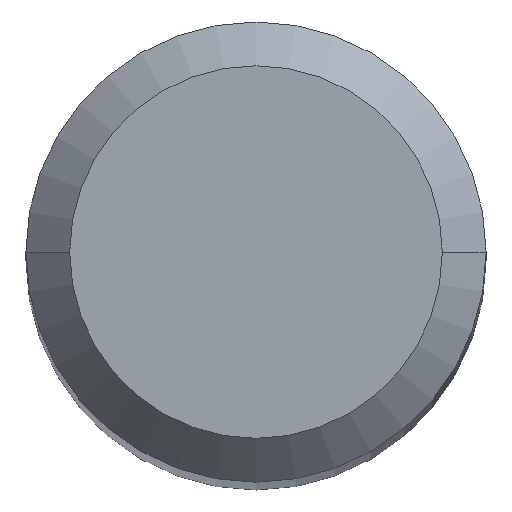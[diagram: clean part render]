
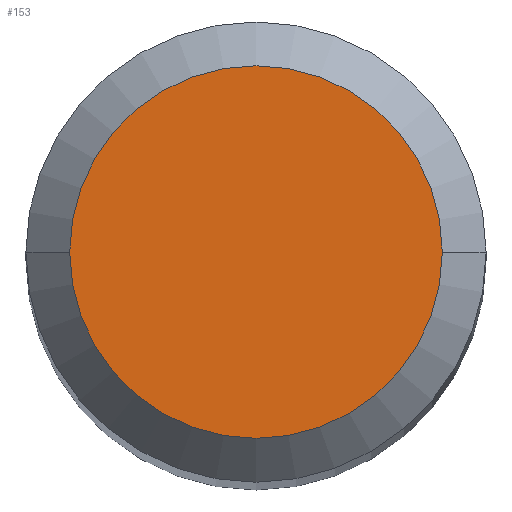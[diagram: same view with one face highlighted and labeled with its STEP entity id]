
A CAD part, top view. The second image highlights one B-rep face of the part: STEP entity #153.
In plain terms, the highlighted planar face has unit normal (0, 0, 1).
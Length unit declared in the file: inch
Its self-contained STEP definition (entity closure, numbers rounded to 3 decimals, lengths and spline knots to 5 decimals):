
#5 = FACE_OUTER_BOUND ( 'NONE', #183, .T. ) ;
#7 = CARTESIAN_POINT ( 'NONE',  ( 0., 0., 1.9685 ) ) ;
#17 = AXIS2_PLACEMENT_3D ( 'NONE', #7, #237, #140 ) ;
#22 = ORIENTED_EDGE ( 'NONE', *, *, #247, .T. ) ;
#41 = AXIS2_PLACEMENT_3D ( 'NONE', #184, #284, #270 ) ;
#53 = CARTESIAN_POINT ( 'NONE',  ( -0.06374, 0., 1.9685 ) ) ;
#68 = ORIENTED_EDGE ( 'NONE', *, *, #180, .T. ) ;
#94 = PLANE ( 'NONE',  #41 ) ;
#140 = DIRECTION ( 'NONE',  ( 1., 0., 0. ) ) ;
#146 = CARTESIAN_POINT ( 'NONE',  ( 0., 0., 1.9685 ) ) ;
#148 = CIRCLE ( 'NONE', #174, 0.06374 ) ;
#153 = ADVANCED_FACE ( 'NONE', ( #5 ), #94, .T. ) ;
#158 = VERTEX_POINT ( 'NONE', #265 ) ;
#174 = AXIS2_PLACEMENT_3D ( 'NONE', #146, #282, #209 ) ;
#178 = VERTEX_POINT ( 'NONE', #53 ) ;
#180 = EDGE_CURVE ( 'NONE', #158, #178, #148, .T. ) ;
#183 = EDGE_LOOP ( 'NONE', ( #22, #68 ) ) ;
#184 = CARTESIAN_POINT ( 'NONE',  ( 0., 0., 1.9685 ) ) ;
#209 = DIRECTION ( 'NONE',  ( 1., 0., 0. ) ) ;
#237 = DIRECTION ( 'NONE',  ( 0., 0., 1. ) ) ;
#239 = CIRCLE ( 'NONE', #17, 0.06374 ) ;
#247 = EDGE_CURVE ( 'NONE', #178, #158, #239, .T. ) ;
#265 = CARTESIAN_POINT ( 'NONE',  ( 0.06374, 0., 1.9685 ) ) ;
#270 = DIRECTION ( 'NONE',  ( 1., 0., 0. ) ) ;
#282 = DIRECTION ( 'NONE',  ( 0., 0., 1. ) ) ;
#284 = DIRECTION ( 'NONE',  ( 0., 0., 1. ) ) ;
